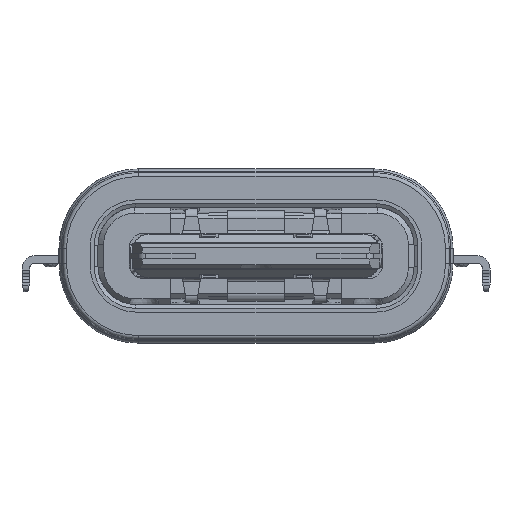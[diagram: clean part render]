
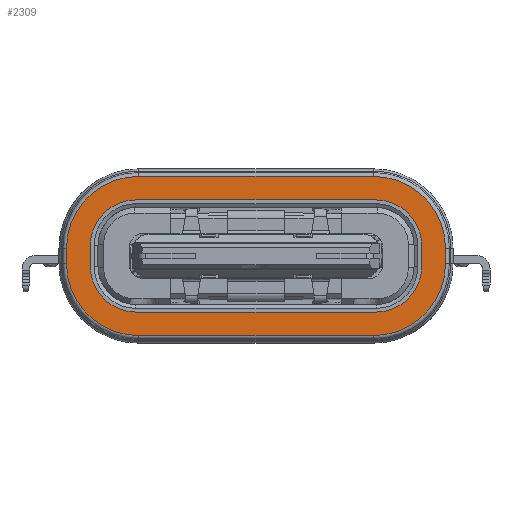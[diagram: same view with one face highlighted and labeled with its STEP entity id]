
A CAD part, front view. The second image highlights one B-rep face of the part: STEP entity #2309.
In plain terms, the highlighted face is planar.
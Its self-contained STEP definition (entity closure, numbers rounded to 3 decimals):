
#1135=DIRECTION('',(-1.,0.,0.));
#1136=VECTOR('',#1135,6.2);
#1137=CARTESIAN_POINT('',(3.1,2.1,-0.4));
#1138=LINE('',#1137,#1136);
#1143=CARTESIAN_POINT('',(-3.1,0.2,-0.4));
#1144=DIRECTION('',(0.,0.,-1.));
#1145=DIRECTION('',(-1.,0.,0.));
#1146=AXIS2_PLACEMENT_3D('',#1143,#1144,#1145);
#1148=CARTESIAN_POINT('',(-3.1,-0.2,-0.4));
#1149=DIRECTION('',(0.,0.,-1.));
#1150=DIRECTION('',(0.,-1.,0.));
#1151=AXIS2_PLACEMENT_3D('',#1148,#1149,#1150);
#1153=CARTESIAN_POINT('',(3.1,-0.2,-0.4));
#1154=DIRECTION('',(0.,0.,-1.));
#1155=DIRECTION('',(1.,0.,0.));
#1156=AXIS2_PLACEMENT_3D('',#1153,#1154,#1155);
#1158=CARTESIAN_POINT('',(3.1,0.2,-0.4));
#1159=DIRECTION('',(0.,0.,-1.));
#1160=DIRECTION('',(0.,1.,0.));
#1161=AXIS2_PLACEMENT_3D('',#1158,#1159,#1160);
#1163=CARTESIAN_POINT('',(3.1,0.2,-0.4));
#1164=DIRECTION('',(0.,0.,1.));
#1165=DIRECTION('',(1.,0.,0.));
#1166=AXIS2_PLACEMENT_3D('',#1163,#1164,#1165);
#1168=CARTESIAN_POINT('',(3.1,-0.2,-0.4));
#1169=DIRECTION('',(0.,0.,1.));
#1170=DIRECTION('',(0.,-1.,0.));
#1171=AXIS2_PLACEMENT_3D('',#1168,#1169,#1170);
#1173=CARTESIAN_POINT('',(-3.1,-0.2,-0.4));
#1174=DIRECTION('',(0.,0.,1.));
#1175=DIRECTION('',(-1.,0.,0.));
#1176=AXIS2_PLACEMENT_3D('',#1173,#1174,#1175);
#1178=CARTESIAN_POINT('',(-3.1,0.2,-0.4));
#1179=DIRECTION('',(0.,0.,1.));
#1180=DIRECTION('',(0.,1.,0.));
#1181=AXIS2_PLACEMENT_3D('',#1178,#1179,#1180);
#1198=DIRECTION('',(0.,-1.,0.));
#1199=VECTOR('',#1198,0.4);
#1200=CARTESIAN_POINT('',(-5.,0.2,-0.4));
#1201=LINE('',#1200,#1199);
#1221=DIRECTION('',(1.,0.,0.));
#1222=VECTOR('',#1221,6.2);
#1223=CARTESIAN_POINT('',(-3.1,-2.1,-0.4));
#1224=LINE('',#1223,#1222);
#1244=DIRECTION('',(0.,1.,0.));
#1245=VECTOR('',#1244,0.4);
#1246=CARTESIAN_POINT('',(5.,-0.2,-0.4));
#1247=LINE('',#1246,#1245);
#1303=DIRECTION('',(1.,0.,0.));
#1304=VECTOR('',#1303,6.2);
#1305=CARTESIAN_POINT('',(-3.1,1.4,-0.4));
#1306=LINE('',#1305,#1304);
#1846=DIRECTION('',(0.,1.,0.));
#1847=VECTOR('',#1846,0.4);
#1848=CARTESIAN_POINT('',(-4.3,-0.2,-0.4));
#1849=LINE('',#1848,#1847);
#1869=DIRECTION('',(-1.,0.,0.));
#1870=VECTOR('',#1869,6.2);
#1871=CARTESIAN_POINT('',(3.1,-1.4,-0.4));
#1872=LINE('',#1871,#1870);
#1892=DIRECTION('',(0.,-1.,0.));
#1893=VECTOR('',#1892,0.4);
#1894=CARTESIAN_POINT('',(4.3,0.2,-0.4));
#1895=LINE('',#1894,#1893);
#1958=CARTESIAN_POINT('',(-4.3,0.2,-0.4));
#1960=VERTEX_POINT('',#1958);
#1963=CARTESIAN_POINT('',(-3.1,1.4,-0.4));
#1965=VERTEX_POINT('',#1963);
#1967=CARTESIAN_POINT('',(-5.,0.2,-0.4));
#1968=VERTEX_POINT('',#1967);
#1979=CARTESIAN_POINT('',(-3.1,2.1,-0.4));
#1980=VERTEX_POINT('',#1979);
#1991=CARTESIAN_POINT('',(-4.3,-0.2,-0.4));
#1992=VERTEX_POINT('',#1991);
#1995=CARTESIAN_POINT('',(-5.,-0.2,-0.4));
#1996=VERTEX_POINT('',#1995);
#2015=CARTESIAN_POINT('',(-3.1,-2.1,-0.4));
#2016=VERTEX_POINT('',#2015);
#2019=CARTESIAN_POINT('',(-3.1,-1.4,-0.4));
#2020=VERTEX_POINT('',#2019);
#2043=CARTESIAN_POINT('',(3.1,-2.1,-0.4));
#2044=VERTEX_POINT('',#2043);
#2049=CARTESIAN_POINT('',(3.1,-1.4,-0.4));
#2050=VERTEX_POINT('',#2049);
#2061=CARTESIAN_POINT('',(5.,-0.2,-0.4));
#2062=VERTEX_POINT('',#2061);
#2066=CARTESIAN_POINT('',(4.3,-0.2,-0.4));
#2068=VERTEX_POINT('',#2066);
#2071=CARTESIAN_POINT('',(3.1,2.1,-0.4));
#2072=VERTEX_POINT('',#2071);
#2101=CARTESIAN_POINT('',(4.3,0.2,-0.4));
#2102=VERTEX_POINT('',#2101);
#2103=CARTESIAN_POINT('',(5.,0.2,-0.4));
#2104=VERTEX_POINT('',#2103);
#2113=CARTESIAN_POINT('',(3.1,1.4,-0.4));
#2114=VERTEX_POINT('',#2113);
#2269=CARTESIAN_POINT('',(3.1,1.4,-0.4));
#2270=DIRECTION('',(0.,0.,1.));
#2271=DIRECTION('',(0.,-1.,0.));
#2272=AXIS2_PLACEMENT_3D('',#2269,#2270,#2271);
#2273=PLANE('',#2272);
#2274=ORIENTED_EDGE('',*,*,#2259,.T.);
#2276=ORIENTED_EDGE('',*,*,#2275,.F.);
#2278=ORIENTED_EDGE('',*,*,#2277,.T.);
#2280=ORIENTED_EDGE('',*,*,#2279,.F.);
#2282=ORIENTED_EDGE('',*,*,#2281,.T.);
#2284=ORIENTED_EDGE('',*,*,#2283,.F.);
#2286=ORIENTED_EDGE('',*,*,#2285,.T.);
#2288=ORIENTED_EDGE('',*,*,#2287,.F.);
#2289=EDGE_LOOP('',(#2274,#2276,#2278,#2280,#2282,#2284,#2286,#2288));
#2290=FACE_OUTER_BOUND('',#2289,.F.);
#2292=ORIENTED_EDGE('',*,*,#2291,.T.);
#2294=ORIENTED_EDGE('',*,*,#2293,.F.);
#2296=ORIENTED_EDGE('',*,*,#2295,.T.);
#2298=ORIENTED_EDGE('',*,*,#2297,.F.);
#2300=ORIENTED_EDGE('',*,*,#2299,.T.);
#2302=ORIENTED_EDGE('',*,*,#2301,.F.);
#2304=ORIENTED_EDGE('',*,*,#2303,.T.);
#2306=ORIENTED_EDGE('',*,*,#2305,.F.);
#2307=EDGE_LOOP('',(#2292,#2294,#2296,#2298,#2300,#2302,#2304,#2306));
#2308=FACE_BOUND('',#2307,.F.);
#2309=ADVANCED_FACE('',(#2290,#2308),#2273,.F.);
#1147=CIRCLE('',#1146,1.9);
#1152=CIRCLE('',#1151,1.9);
#1157=CIRCLE('',#1156,1.9);
#1162=CIRCLE('',#1161,1.9);
#1167=CIRCLE('',#1166,1.2);
#1172=CIRCLE('',#1171,1.2);
#1177=CIRCLE('',#1176,1.2);
#1182=CIRCLE('',#1181,1.2);
#2259=EDGE_CURVE('',#2072,#1980,#1138,.T.);
#2275=EDGE_CURVE('',#1968,#1980,#1147,.T.);
#2277=EDGE_CURVE('',#1968,#1996,#1201,.T.);
#2279=EDGE_CURVE('',#2016,#1996,#1152,.T.);
#2281=EDGE_CURVE('',#2016,#2044,#1224,.T.);
#2283=EDGE_CURVE('',#2062,#2044,#1157,.T.);
#2285=EDGE_CURVE('',#2062,#2104,#1247,.T.);
#2287=EDGE_CURVE('',#2072,#2104,#1162,.T.);
#2291=EDGE_CURVE('',#1965,#2114,#1306,.T.);
#2293=EDGE_CURVE('',#2102,#2114,#1167,.T.);
#2295=EDGE_CURVE('',#2102,#2068,#1895,.T.);
#2297=EDGE_CURVE('',#2050,#2068,#1172,.T.);
#2299=EDGE_CURVE('',#2050,#2020,#1872,.T.);
#2301=EDGE_CURVE('',#1992,#2020,#1177,.T.);
#2303=EDGE_CURVE('',#1992,#1960,#1849,.T.);
#2305=EDGE_CURVE('',#1965,#1960,#1182,.T.);
